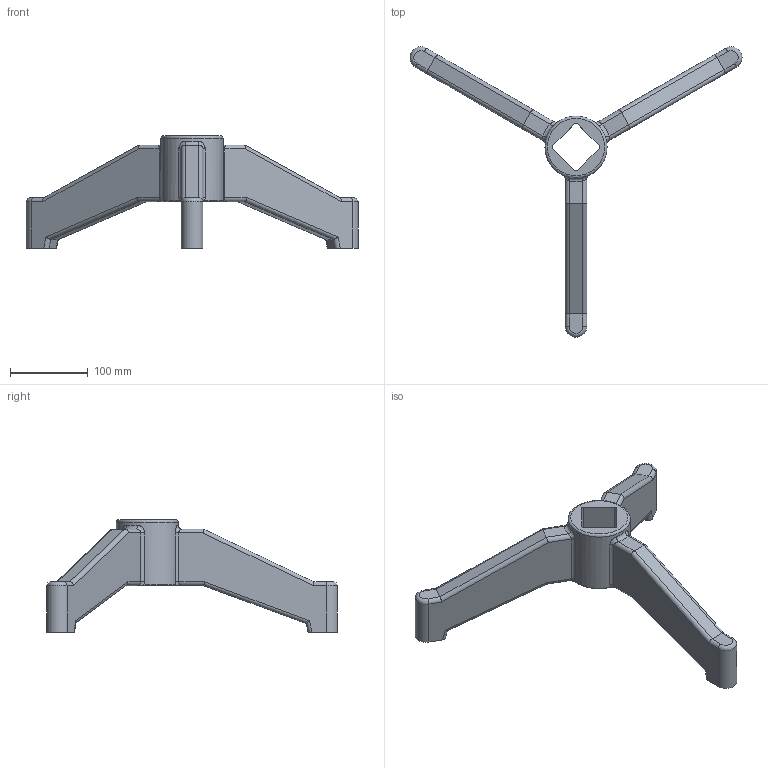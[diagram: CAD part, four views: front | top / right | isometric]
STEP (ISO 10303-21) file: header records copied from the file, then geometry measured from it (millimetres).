
FILE_DESCRIPTION(('STEP AP203'),'2;1');
FILE_NAME('16.030.00.stp','2011-03-21T15:54:53',(''),(''),'2009.3.110','THINKDESIGN','');
FILE_SCHEMA(('CONFIG_CONTROL_DESIGN'));
Length unit declared in the file: millimetre
Bounding box: 428.11 x 374.5 x 145 mm (x, y, z)
Volume: 1360764.6 mm3; surface area: 159839.9 mm2
Topology: 1 solids, 1 shells, 115 faces, 288 edges, 169 vertices
Faces by surface type: cylinder 53, bspline 32, plane 30
Full cylindrical faces by diameter (mm): 14 x3, 80 x1
Entity records: 6659 total; most frequent: CARTESIAN_POINT 4034, ORIENTED_EDGE 558, DIRECTION 470, EDGE_CURVE 279, VERTEX_POINT 169, AXIS2_PLACEMENT_3D 168, VECTOR 134, LINE 134
